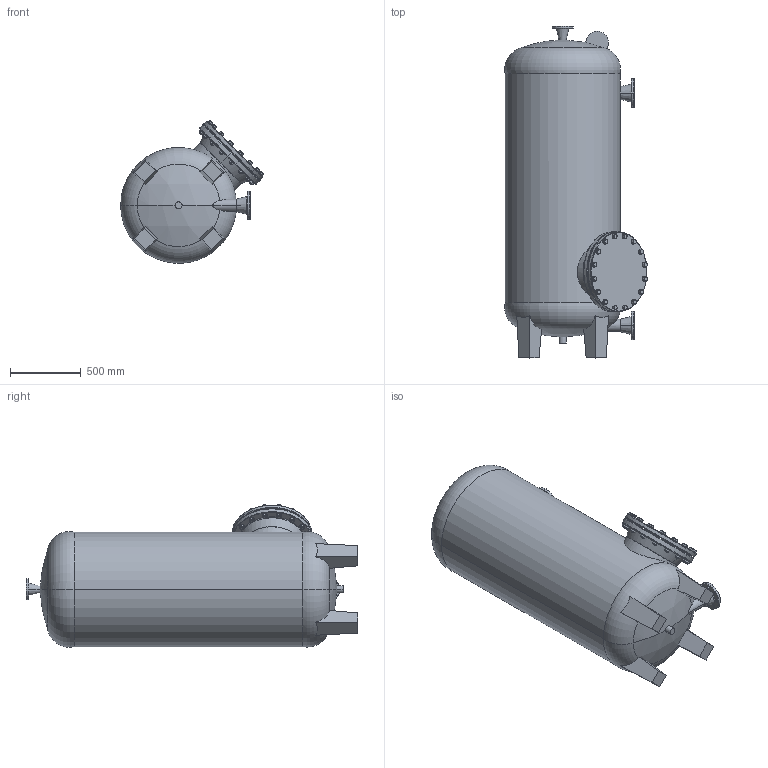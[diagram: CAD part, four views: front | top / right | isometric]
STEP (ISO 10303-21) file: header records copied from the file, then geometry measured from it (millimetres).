
FILE_DESCRIPTION (( 'STEP AP214' ), '1' );
FILE_NAME ('Ozon_reactor_80c.STEP', '2020-11-02T14:30:33', ( '' ), ( '' ), 'SwSTEP 2.0', 'SolidWorks 2019', '' );
FILE_SCHEMA (( 'AUTOMOTIVE_DESIGN' ));
Length unit declared in the file: millimetre
Products named in the file (1): Ozon_reactor_80c
Bounding box: 1009.45 x 2349.68 x 1009.37 mm (x, y, z)
Surface area: 8005956.4 mm2 (no closed solid volume)
Topology: 0 solids, 83 shells, 767 faces, 1815 edges, 1136 vertices
Faces by surface type: plane 306, cone 253, cylinder 158, torus 46, sphere 4
Entity records: 52332 total; most frequent: CARTESIAN_POINT 29684, ORIENTED_EDGE 3259, DIRECTION 1899, EDGE_CURVE 1815, B_SPLINE_CURVE_WITH_KNOTS 1604, VERTEX_POINT 1136, AXIS2_PLACEMENT_3D 920, EDGE_LOOP 816
